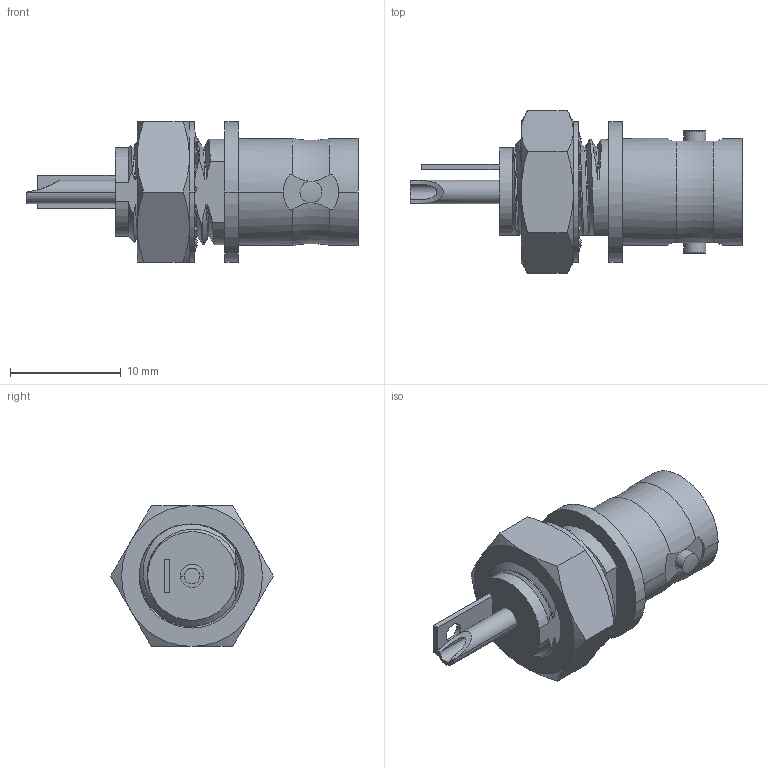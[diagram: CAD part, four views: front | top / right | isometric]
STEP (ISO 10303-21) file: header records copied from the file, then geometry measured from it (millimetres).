
FILE_DESCRIPTION((''),'2;1');
FILE_NAME('B6651B1-001-NNYLS-50K_SW0001','2019-02-26T',('Viji'),(''),'CREO PARAMETRIC BY PTC INC, 2017020','CREO PARAMETRIC BY PTC INC, 2017020','');
FILE_SCHEMA(('CONFIG_CONTROL_DESIGN'));
Length unit declared in the file: inch
Products named in the file (1): B6651B1-001-NNYLS-50K_SW0001
Bounding box: 29.93 x 14.66 x 12.7 mm (x, y, z)
Volume: 1533.7 mm3; surface area: 1957.1 mm2
Topology: 1 solids, 1 shells, 261 faces, 712 edges, 449 vertices
Faces by surface type: bspline 125, cylinder 61, plane 47, cone 26, torus 2
Entity records: 16108 total; most frequent: CARTESIAN_POINT 10530, ORIENTED_EDGE 1420, DIRECTION 722, EDGE_CURVE 710, VERTEX_POINT 449, B_SPLINE_CURVE_WITH_KNOTS 395, EDGE_LOOP 273, AXIS2_PLACEMENT_3D 271
